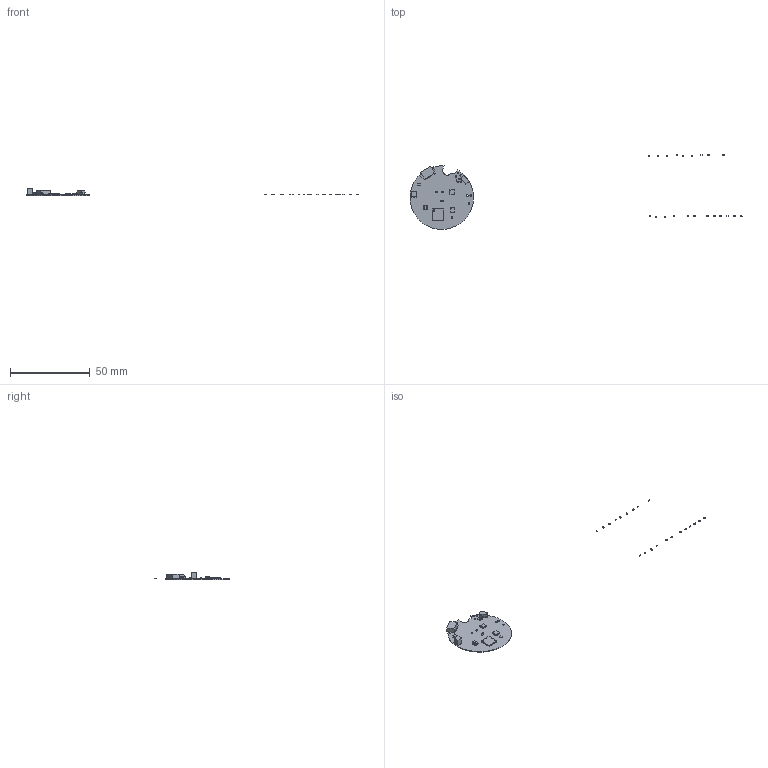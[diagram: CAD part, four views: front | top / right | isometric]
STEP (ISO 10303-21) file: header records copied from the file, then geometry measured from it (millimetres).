
FILE_DESCRIPTION(('Open CASCADE Model'),'2;1');
FILE_NAME('Open CASCADE Shape Model','2020-05-01T04:03:48',('Author'),( 'Open CASCADE'),'Open CASCADE STEP processor 6.8','Open CASCADE 6.8' ,'Unknown');
FILE_SCHEMA(('AUTOMOTIVE_DESIGN { 1 0 10303 214 1 1 1 1 }'));
Length unit declared in the file: millimetre
Products named in the file (1): PCB
Bounding box: 208.82 x 47.04 x 4.51 mm (x, y, z)
Volume: 746.2 mm3; surface area: 3270.2 mm2
Topology: 121 solids, 529 shells, 1366 faces, 3821 edges, 3110 vertices
Faces by surface type: plane 1245, cylinder 121
Full cylindrical faces by diameter (mm): 0.166 x1, 0.203 x1, 0.375 x2, 0.875 x1, 0.9 x2, 0.991 x3
Entity records: 47258 total; most frequent: CARTESIAN_POINT 8298, DIRECTION 6781, ORIENTED_EDGE 5914, EDGE_CURVE 3821, LINE 3595, VECTOR 3595, VERTEX_POINT 3110, AXIS2_PLACEMENT_3D 1593
